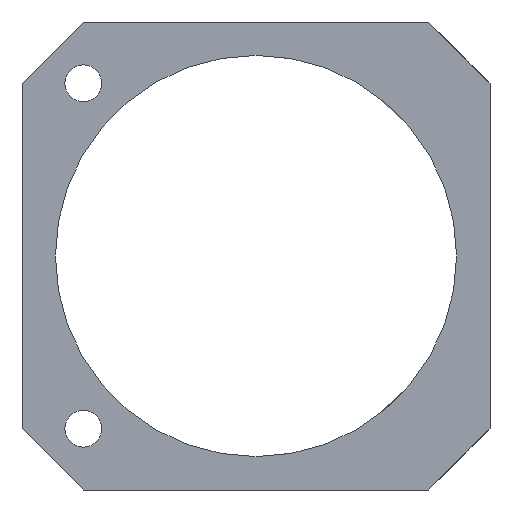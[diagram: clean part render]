
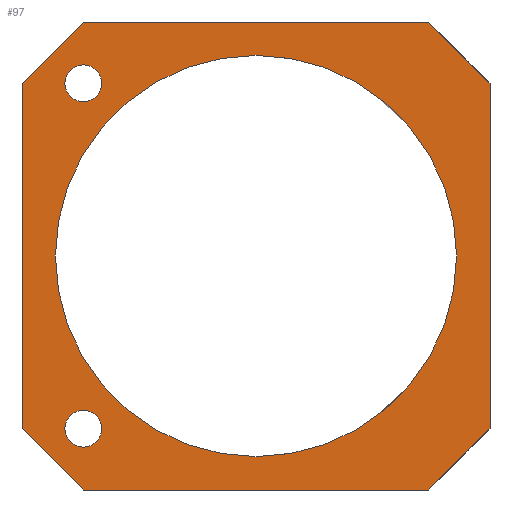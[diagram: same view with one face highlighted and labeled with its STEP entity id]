
A CAD part, front view. The second image highlights one B-rep face of the part: STEP entity #97.
In plain terms, the highlighted planar face has unit normal (0, -1, 0).
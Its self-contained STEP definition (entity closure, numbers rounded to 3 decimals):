
#2 = CARTESIAN_POINT ( 'NONE',  ( 21., 0., -21. ) ) ;
#5 = EDGE_CURVE ( 'NONE', #456, #204, #25, .T. ) ;
#11 = DIRECTION ( 'NONE',  ( 0.707, 0., -0.707 ) ) ;
#14 = DIRECTION ( 'NONE',  ( 0., 1., 0. ) ) ;
#17 = EDGE_CURVE ( 'NONE', #771, #422, #687, .T. ) ;
#23 = CARTESIAN_POINT ( 'NONE',  ( 36.5, 0., -42. ) ) ;
#25 = CIRCLE ( 'NONE', #532, 1.65 ) ;
#29 = LINE ( 'NONE', #506, #611 ) ;
#37 = CARTESIAN_POINT ( 'NONE',  ( 21., 0., -21. ) ) ;
#45 = DIRECTION ( 'NONE',  ( 0., 0., 1. ) ) ;
#51 = VECTOR ( 'NONE', #648, 1000. ) ;
#59 = AXIS2_PLACEMENT_3D ( 'NONE', #79, #509, #791 ) ;
#65 = ORIENTED_EDGE ( 'NONE', *, *, #267, .F. ) ;
#77 = ORIENTED_EDGE ( 'NONE', *, *, #5, .T. ) ;
#79 = CARTESIAN_POINT ( 'NONE',  ( 5.5, 0., -36.5 ) ) ;
#90 = CARTESIAN_POINT ( 'NONE',  ( 5.5, 0., -42. ) ) ;
#93 = CARTESIAN_POINT ( 'NONE',  ( 0., 0., 0. ) ) ;
#97 = ADVANCED_FACE ( 'NONE', ( #382, #227, #168, #360 ), #162, .T. ) ;
#117 = CARTESIAN_POINT ( 'NONE',  ( 5.5, 0., -3.85 ) ) ;
#121 = LINE ( 'NONE', #737, #145 ) ;
#122 = EDGE_CURVE ( 'NONE', #433, #635, #512, .T. ) ;
#125 = CARTESIAN_POINT ( 'NONE',  ( 5.5, 0., -5.5 ) ) ;
#128 = CARTESIAN_POINT ( 'NONE',  ( 42., 0., -36.5 ) ) ;
#130 = VECTOR ( 'NONE', #11, 1000. ) ;
#134 = EDGE_LOOP ( 'NONE', ( #77, #652 ) ) ;
#136 = EDGE_CURVE ( 'NONE', #368, #724, #29, .T. ) ;
#145 = VECTOR ( 'NONE', #468, 1000. ) ;
#155 = ORIENTED_EDGE ( 'NONE', *, *, #122, .T. ) ;
#162 = PLANE ( 'NONE',  #223 ) ;
#168 = FACE_BOUND ( 'NONE', #789, .T. ) ;
#170 = CARTESIAN_POINT ( 'NONE',  ( 0., 0., -5.5 ) ) ;
#176 = ORIENTED_EDGE ( 'NONE', *, *, #17, .T. ) ;
#179 = CIRCLE ( 'NONE', #405, 18. ) ;
#193 = DIRECTION ( 'NONE',  ( 0., 0., 1. ) ) ;
#198 = VECTOR ( 'NONE', #339, 1000. ) ;
#204 = VERTEX_POINT ( 'NONE', #117 ) ;
#205 = VERTEX_POINT ( 'NONE', #387 ) ;
#221 = DIRECTION ( 'NONE',  ( 0., 0., 1. ) ) ;
#223 = AXIS2_PLACEMENT_3D ( 'NONE', #93, #569, #366 ) ;
#227 = FACE_OUTER_BOUND ( 'NONE', #321, .T. ) ;
#229 = DIRECTION ( 'NONE',  ( 0., 1., 0. ) ) ;
#235 = EDGE_LOOP ( 'NONE', ( #176, #765 ) ) ;
#236 = DIRECTION ( 'NONE',  ( 0., 0., 1. ) ) ;
#237 = CARTESIAN_POINT ( 'NONE',  ( -18.25, 0., -18.25 ) ) ;
#251 = CIRCLE ( 'NONE', #59, 1.65 ) ;
#261 = AXIS2_PLACEMENT_3D ( 'NONE', #661, #747, #193 ) ;
#267 = EDGE_CURVE ( 'NONE', #368, #635, #446, .T. ) ;
#276 = ORIENTED_EDGE ( 'NONE', *, *, #820, .F. ) ;
#280 = ORIENTED_EDGE ( 'NONE', *, *, #832, .T. ) ;
#286 = CARTESIAN_POINT ( 'NONE',  ( 5.5, 0., -5.5 ) ) ;
#290 = ORIENTED_EDGE ( 'NONE', *, *, #304, .F. ) ;
#301 = DIRECTION ( 'NONE',  ( -0.707, 0., 0.707 ) ) ;
#304 = EDGE_CURVE ( 'NONE', #205, #724, #488, .T. ) ;
#310 = CIRCLE ( 'NONE', #261, 1.65 ) ;
#320 = CARTESIAN_POINT ( 'NONE',  ( 5.5, 0., -38.15 ) ) ;
#321 = EDGE_LOOP ( 'NONE', ( #65, #711, #290, #645, #276, #908, #864, #155 ) ) ;
#339 = DIRECTION ( 'NONE',  ( 1., 0., 0. ) ) ;
#341 = ORIENTED_EDGE ( 'NONE', *, *, #723, .T. ) ;
#360 = FACE_BOUND ( 'NONE', #134, .T. ) ;
#366 = DIRECTION ( 'NONE',  ( 0., 0., -1. ) ) ;
#368 = VERTEX_POINT ( 'NONE', #377 ) ;
#377 = CARTESIAN_POINT ( 'NONE',  ( 42., 0., -5.5 ) ) ;
#382 = FACE_BOUND ( 'NONE', #235, .T. ) ;
#385 = EDGE_CURVE ( 'NONE', #422, #771, #179, .T. ) ;
#387 = CARTESIAN_POINT ( 'NONE',  ( 5.5, 0., 0. ) ) ;
#390 = VERTEX_POINT ( 'NONE', #170 ) ;
#402 = DIRECTION ( 'NONE',  ( 0., 1., 0. ) ) ;
#405 = AXIS2_PLACEMENT_3D ( 'NONE', #37, #229, #236 ) ;
#409 = CARTESIAN_POINT ( 'NONE',  ( 0., 0., 0. ) ) ;
#422 = VERTEX_POINT ( 'NONE', #646 ) ;
#426 = CARTESIAN_POINT ( 'NONE',  ( 21., 0., -39. ) ) ;
#427 = VERTEX_POINT ( 'NONE', #90 ) ;
#432 = DIRECTION ( 'NONE',  ( -0.707, 0., -0.707 ) ) ;
#433 = VERTEX_POINT ( 'NONE', #23 ) ;
#446 = LINE ( 'NONE', #720, #51 ) ;
#456 = VERTEX_POINT ( 'NONE', #741 ) ;
#465 = VECTOR ( 'NONE', #636, 1000. ) ;
#468 = DIRECTION ( 'NONE',  ( -1., 0., 0. ) ) ;
#480 = AXIS2_PLACEMENT_3D ( 'NONE', #2, #699, #221 ) ;
#481 = VERTEX_POINT ( 'NONE', #320 ) ;
#488 = LINE ( 'NONE', #409, #198 ) ;
#496 = LINE ( 'NONE', #779, #607 ) ;
#505 = VERTEX_POINT ( 'NONE', #582 ) ;
#506 = CARTESIAN_POINT ( 'NONE',  ( 18.25, 0., 18.25 ) ) ;
#509 = DIRECTION ( 'NONE',  ( 0., 1., 0. ) ) ;
#512 = LINE ( 'NONE', #781, #465 ) ;
#532 = AXIS2_PLACEMENT_3D ( 'NONE', #286, #14, #848 ) ;
#554 = CARTESIAN_POINT ( 'NONE',  ( 36.5, 0., 0. ) ) ;
#569 = DIRECTION ( 'NONE',  ( 0., -1., 0. ) ) ;
#582 = CARTESIAN_POINT ( 'NONE',  ( 0., 0., -36.5 ) ) ;
#592 = CARTESIAN_POINT ( 'NONE',  ( 0., 0., 0. ) ) ;
#607 = VECTOR ( 'NONE', #432, 1000. ) ;
#611 = VECTOR ( 'NONE', #301, 1000. ) ;
#635 = VERTEX_POINT ( 'NONE', #128 ) ;
#636 = DIRECTION ( 'NONE',  ( 0.707, 0., 0.707 ) ) ;
#645 = ORIENTED_EDGE ( 'NONE', *, *, #782, .T. ) ;
#646 = CARTESIAN_POINT ( 'NONE',  ( 21., 0., -3. ) ) ;
#648 = DIRECTION ( 'NONE',  ( 0., 0., -1. ) ) ;
#652 = ORIENTED_EDGE ( 'NONE', *, *, #854, .T. ) ;
#661 = CARTESIAN_POINT ( 'NONE',  ( 5.5, 0., -36.5 ) ) ;
#668 = DIRECTION ( 'NONE',  ( 0., 0., 1. ) ) ;
#675 = LINE ( 'NONE', #592, #868 ) ;
#687 = CIRCLE ( 'NONE', #480, 18. ) ;
#688 = EDGE_CURVE ( 'NONE', #505, #427, #845, .T. ) ;
#699 = DIRECTION ( 'NONE',  ( 0., 1., 0. ) ) ;
#702 = CARTESIAN_POINT ( 'NONE',  ( 5.5, 0., -34.85 ) ) ;
#711 = ORIENTED_EDGE ( 'NONE', *, *, #136, .T. ) ;
#720 = CARTESIAN_POINT ( 'NONE',  ( 42., 0., 0. ) ) ;
#723 = EDGE_CURVE ( 'NONE', #777, #481, #251, .T. ) ;
#724 = VERTEX_POINT ( 'NONE', #554 ) ;
#734 = CIRCLE ( 'NONE', #773, 1.65 ) ;
#737 = CARTESIAN_POINT ( 'NONE',  ( 0., 0., -42. ) ) ;
#741 = CARTESIAN_POINT ( 'NONE',  ( 5.5, 0., -7.15 ) ) ;
#747 = DIRECTION ( 'NONE',  ( 0., 1., 0. ) ) ;
#765 = ORIENTED_EDGE ( 'NONE', *, *, #385, .T. ) ;
#771 = VERTEX_POINT ( 'NONE', #426 ) ;
#773 = AXIS2_PLACEMENT_3D ( 'NONE', #125, #402, #45 ) ;
#777 = VERTEX_POINT ( 'NONE', #702 ) ;
#779 = CARTESIAN_POINT ( 'NONE',  ( 2.75, 0., -2.75 ) ) ;
#781 = CARTESIAN_POINT ( 'NONE',  ( 39.25, 0., -39.25 ) ) ;
#782 = EDGE_CURVE ( 'NONE', #205, #390, #496, .T. ) ;
#789 = EDGE_LOOP ( 'NONE', ( #280, #341 ) ) ;
#791 = DIRECTION ( 'NONE',  ( 0., 0., 1. ) ) ;
#815 = EDGE_CURVE ( 'NONE', #433, #427, #121, .T. ) ;
#820 = EDGE_CURVE ( 'NONE', #505, #390, #675, .T. ) ;
#832 = EDGE_CURVE ( 'NONE', #481, #777, #310, .T. ) ;
#845 = LINE ( 'NONE', #237, #130 ) ;
#848 = DIRECTION ( 'NONE',  ( 0., 0., 1. ) ) ;
#854 = EDGE_CURVE ( 'NONE', #204, #456, #734, .T. ) ;
#864 = ORIENTED_EDGE ( 'NONE', *, *, #815, .F. ) ;
#868 = VECTOR ( 'NONE', #668, 1000. ) ;
#908 = ORIENTED_EDGE ( 'NONE', *, *, #688, .T. ) ;
